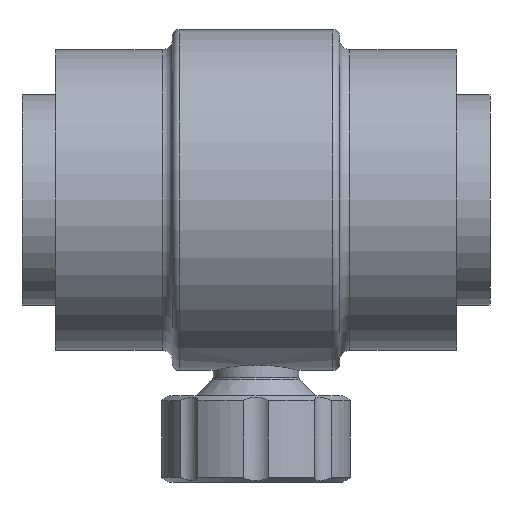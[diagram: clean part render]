
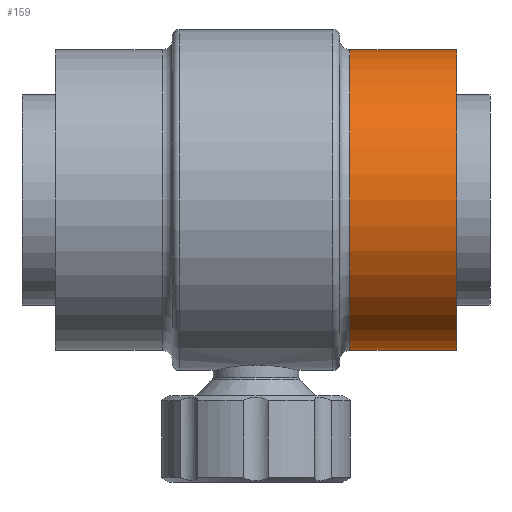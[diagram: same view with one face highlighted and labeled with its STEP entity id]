
A CAD part, front view. The second image highlights one B-rep face of the part: STEP entity #159.
In plain terms, the highlighted cylindrical face has radius 45 mm (diameter 90 mm), a full revolution.
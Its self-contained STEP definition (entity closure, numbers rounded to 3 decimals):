
#159 = ADVANCED_FACE( '', ( #353, #354 ), #355, .T. );
#353 = FACE_OUTER_BOUND( '', #556, .T. );
#354 = FACE_OUTER_BOUND( '', #557, .T. );
#355 = CYLINDRICAL_SURFACE( '', #558, 45. );
#556 = EDGE_LOOP( '', ( #892 ) );
#557 = EDGE_LOOP( '', ( #893 ) );
#558 = AXIS2_PLACEMENT_3D( '', #894, #895, #896 );
#892 = ORIENTED_EDGE( '', *, *, #1090, .F. );
#893 = ORIENTED_EDGE( '', *, *, #1098, .T. );
#894 = CARTESIAN_POINT( '', ( 70., 0., 0. ) );
#895 = DIRECTION( '', ( -1., 0., 0. ) );
#896 = DIRECTION( '', ( 0., 0., -1. ) );
#1090 = EDGE_CURVE( '', #1292, #1292, #1293, .T. );
#1098 = EDGE_CURVE( '', #1302, #1302, #1303, .T. );
#1292 = VERTEX_POINT( '', #2030 );
#1293 = CIRCLE( '', #2031, 45. );
#1302 = VERTEX_POINT( '', #2065 );
#1303 = CIRCLE( '', #2066, 45. );
#2030 = CARTESIAN_POINT( '', ( 60., 0., -45. ) );
#2031 = AXIS2_PLACEMENT_3D( '', #2345, #2346, #2347 );
#2065 = CARTESIAN_POINT( '', ( 28.06, 0., -45. ) );
#2066 = AXIS2_PLACEMENT_3D( '', #2352, #2353, #2354 );
#2345 = CARTESIAN_POINT( '', ( 60., 0., 0. ) );
#2346 = DIRECTION( '', ( 1., 0., 0. ) );
#2347 = DIRECTION( '', ( 0., 0., -1. ) );
#2352 = CARTESIAN_POINT( '', ( 28.06, 0., 0. ) );
#2353 = DIRECTION( '', ( 1., 0., 0. ) );
#2354 = DIRECTION( '', ( 0., 0., -1. ) );
